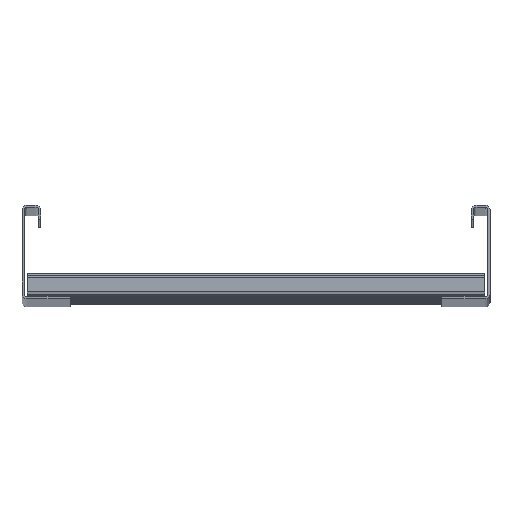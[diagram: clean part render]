
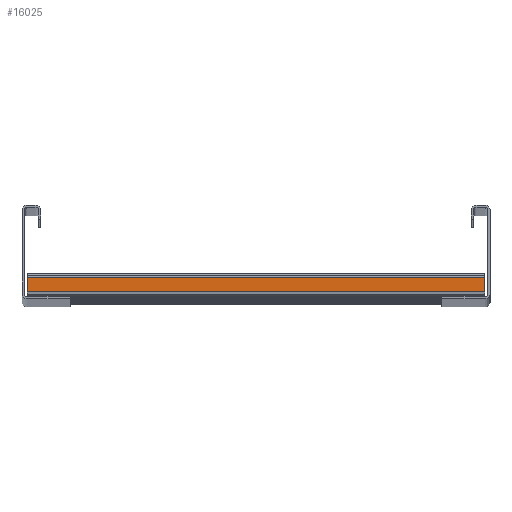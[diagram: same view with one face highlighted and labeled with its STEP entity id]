
A CAD part, top view. The second image highlights one B-rep face of the part: STEP entity #16025.
In plain terms, the highlighted planar face has unit normal (0, 0, 1).
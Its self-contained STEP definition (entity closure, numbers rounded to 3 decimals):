
#701=DIRECTION('',(1.,0.,0.));
#702=VECTOR('',#701,293.);
#703=CARTESIAN_POINT('',(-146.5,-25.5,1440.));
#704=LINE('',#703,#702);
#780=DIRECTION('',(0.,-1.,0.));
#781=VECTOR('',#780,9.);
#782=CARTESIAN_POINT('',(-146.5,-16.5,1440.));
#783=LINE('',#782,#781);
#6022=DIRECTION('',(0.,-1.,0.));
#6023=VECTOR('',#6022,9.);
#6024=CARTESIAN_POINT('',(146.5,-16.5,1440.));
#6025=LINE('',#6024,#6023);
#6101=DIRECTION('',(1.,0.,0.));
#6102=VECTOR('',#6101,293.);
#6103=CARTESIAN_POINT('',(-146.5,-16.5,1440.));
#6104=LINE('',#6103,#6102);
#6237=CARTESIAN_POINT('',(-146.5,-16.5,1440.));
#6238=CARTESIAN_POINT('',(-146.5,-25.5,1440.));
#6239=VERTEX_POINT('',#6237);
#6240=VERTEX_POINT('',#6238);
#6273=CARTESIAN_POINT('',(146.5,-16.5,1440.));
#6274=CARTESIAN_POINT('',(146.5,-25.5,1440.));
#6275=VERTEX_POINT('',#6273);
#6276=VERTEX_POINT('',#6274);
#16013=CARTESIAN_POINT('',(-146.5,-16.5,1440.));
#16014=DIRECTION('',(0.,0.,1.));
#16015=DIRECTION('',(0.,-1.,0.));
#16016=AXIS2_PLACEMENT_3D('',#16013,#16014,#16015);
#16017=PLANE('',#16016);
#16018=ORIENTED_EDGE('',*,*,#8717,.F.);
#16020=ORIENTED_EDGE('',*,*,#16019,.T.);
#16021=ORIENTED_EDGE('',*,*,#15974,.T.);
#16022=ORIENTED_EDGE('',*,*,#8667,.F.);
#16023=EDGE_LOOP('',(#16018,#16020,#16021,#16022));
#16024=FACE_OUTER_BOUND('',#16023,.F.);
#16025=ADVANCED_FACE('',(#16024),#16017,.T.);
#8667=EDGE_CURVE('',#6240,#6276,#704,.T.);
#8717=EDGE_CURVE('',#6239,#6240,#783,.T.);
#15974=EDGE_CURVE('',#6275,#6276,#6025,.T.);
#16019=EDGE_CURVE('',#6239,#6275,#6104,.T.);
